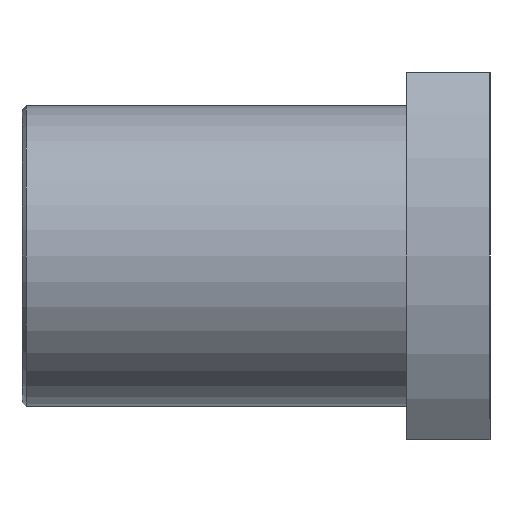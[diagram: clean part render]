
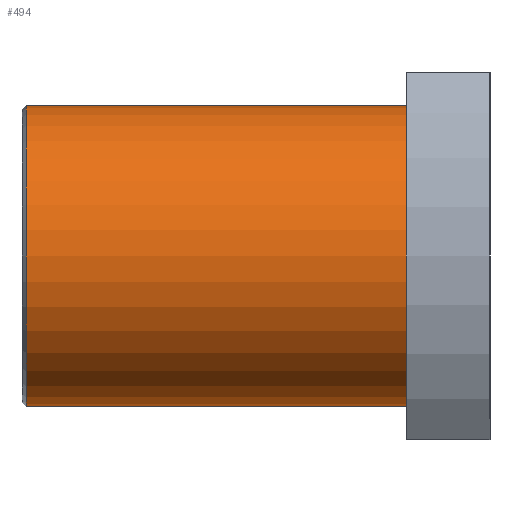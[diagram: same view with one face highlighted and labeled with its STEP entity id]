
A CAD part, front view. The second image highlights one B-rep face of the part: STEP entity #494.
In plain terms, the highlighted cylindrical face has radius 9 mm (diameter 18 mm), a partial arc.
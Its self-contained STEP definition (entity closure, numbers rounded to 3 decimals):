
#10 = VECTOR ( 'NONE', #55, 1000. ) ;
#29 = CYLINDRICAL_SURFACE ( 'NONE', #362, 9. ) ;
#37 = DIRECTION ( 'NONE',  ( 1., 0., 0. ) ) ;
#55 = DIRECTION ( 'NONE',  ( -1., 0., 0. ) ) ;
#61 = ORIENTED_EDGE ( 'NONE', *, *, #478, .T. ) ;
#95 = EDGE_LOOP ( 'NONE', ( #529, #290, #455, #61 ) ) ;
#124 = EDGE_CURVE ( 'NONE', #235, #221, #224, .T. ) ;
#137 = AXIS2_PLACEMENT_3D ( 'NONE', #539, #482, #181 ) ;
#181 = DIRECTION ( 'NONE',  ( 0., 0., 1. ) ) ;
#221 = VERTEX_POINT ( 'NONE', #463 ) ;
#224 = LINE ( 'NONE', #587, #10 ) ;
#235 = VERTEX_POINT ( 'NONE', #653 ) ;
#246 = LINE ( 'NONE', #487, #664 ) ;
#290 = ORIENTED_EDGE ( 'NONE', *, *, #419, .T. ) ;
#326 = CARTESIAN_POINT ( 'NONE',  ( 6.958, 0., -9. ) ) ;
#362 = AXIS2_PLACEMENT_3D ( 'NONE', #569, #380, #688 ) ;
#380 = DIRECTION ( 'NONE',  ( -1., 0., 0. ) ) ;
#419 = EDGE_CURVE ( 'NONE', #630, #235, #486, .T. ) ;
#422 = EDGE_CURVE ( 'NONE', #630, #518, #246, .T. ) ;
#453 = FACE_OUTER_BOUND ( 'NONE', #95, .T. ) ;
#455 = ORIENTED_EDGE ( 'NONE', *, *, #124, .T. ) ;
#463 = CARTESIAN_POINT ( 'NONE',  ( -15.792, 0., 9. ) ) ;
#478 = EDGE_CURVE ( 'NONE', #221, #518, #551, .T. ) ;
#482 = DIRECTION ( 'NONE',  ( -1., 0., 0. ) ) ;
#486 = CIRCLE ( 'NONE', #137, 9. ) ;
#487 = CARTESIAN_POINT ( 'NONE',  ( -105.275, 0., -9. ) ) ;
#494 = ADVANCED_FACE ( 'NONE', ( #453 ), #29, .T. ) ;
#509 = DIRECTION ( 'NONE',  ( 0., 0., -1. ) ) ;
#518 = VERTEX_POINT ( 'NONE', #696 ) ;
#522 = AXIS2_PLACEMENT_3D ( 'NONE', #742, #37, #509 ) ;
#529 = ORIENTED_EDGE ( 'NONE', *, *, #422, .F. ) ;
#539 = CARTESIAN_POINT ( 'NONE',  ( 6.958, 0., 0. ) ) ;
#551 = CIRCLE ( 'NONE', #522, 9. ) ;
#569 = CARTESIAN_POINT ( 'NONE',  ( -105.275, 0., 0. ) ) ;
#587 = CARTESIAN_POINT ( 'NONE',  ( -105.275, 0., 9. ) ) ;
#630 = VERTEX_POINT ( 'NONE', #326 ) ;
#653 = CARTESIAN_POINT ( 'NONE',  ( 6.958, 0., 9. ) ) ;
#664 = VECTOR ( 'NONE', #673, 1000. ) ;
#673 = DIRECTION ( 'NONE',  ( -1., 0., 0. ) ) ;
#688 = DIRECTION ( 'NONE',  ( 0., 0., 1. ) ) ;
#696 = CARTESIAN_POINT ( 'NONE',  ( -15.792, 0., -9. ) ) ;
#742 = CARTESIAN_POINT ( 'NONE',  ( -15.792, 0., 0. ) ) ;
